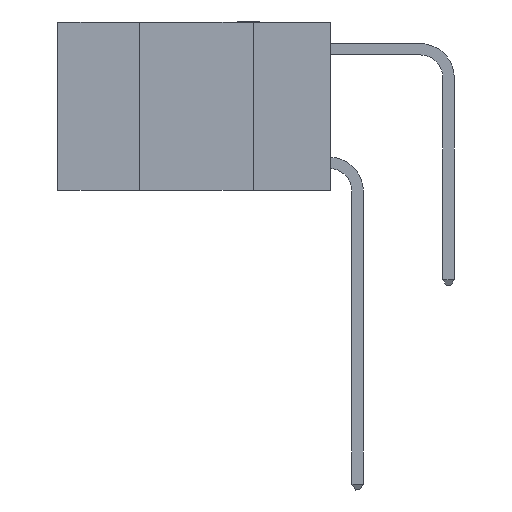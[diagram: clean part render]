
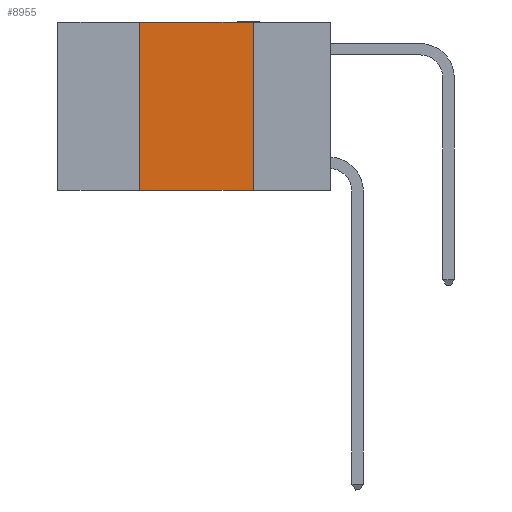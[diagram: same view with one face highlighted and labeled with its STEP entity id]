
A CAD part, left-side view. The second image highlights one B-rep face of the part: STEP entity #8955.
In plain terms, the highlighted planar face has unit normal (-1, 0, 0).
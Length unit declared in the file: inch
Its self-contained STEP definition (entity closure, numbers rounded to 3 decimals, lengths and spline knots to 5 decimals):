
#1916 = VERTEX_POINT ( 'NONE', #9407 ) ;
#2307 = ORIENTED_EDGE ( 'NONE', *, *, #3985, .F. ) ;
#2683 = VERTEX_POINT ( 'NONE', #2966 ) ;
#2734 = LINE ( 'NONE', #19010, #8123 ) ;
#2966 = CARTESIAN_POINT ( 'NONE',  ( 0., 0.17, 0. ) ) ;
#3463 = VERTEX_POINT ( 'NONE', #16777 ) ;
#3721 = CARTESIAN_POINT ( 'NONE',  ( 0., 0.42, 0. ) ) ;
#3985 = EDGE_CURVE ( 'NONE', #1916, #4970, #26070, .T. ) ;
#4094 = CARTESIAN_POINT ( 'NONE',  ( 0., 0.6, 0. ) ) ;
#4674 = CARTESIAN_POINT ( 'NONE',  ( 0., 0.6, 0. ) ) ;
#4771 = DIRECTION ( 'NONE',  ( 0., 0., -1. ) ) ;
#4970 = VERTEX_POINT ( 'NONE', #25557 ) ;
#6596 = ORIENTED_EDGE ( 'NONE', *, *, #10127, .T. ) ;
#7201 = VECTOR ( 'NONE', #26529, 39.37008 ) ;
#8123 = VECTOR ( 'NONE', #16854, 39.37008 ) ;
#8955 = ADVANCED_FACE ( 'NONE', ( #9370 ), #27451, .F. ) ;
#9370 = FACE_OUTER_BOUND ( 'NONE', #15295, .T. ) ;
#9407 = CARTESIAN_POINT ( 'NONE',  ( 0., 0.42, -0.37 ) ) ;
#10127 = EDGE_CURVE ( 'NONE', #1916, #3463, #21423, .T. ) ;
#11303 = EDGE_CURVE ( 'NONE', #4970, #2683, #25624, .T. ) ;
#11995 = ORIENTED_EDGE ( 'NONE', *, *, #24778, .F. ) ;
#14083 = ORIENTED_EDGE ( 'NONE', *, *, #11303, .F. ) ;
#15295 = EDGE_LOOP ( 'NONE', ( #11995, #14083, #2307, #6596 ) ) ;
#16777 = CARTESIAN_POINT ( 'NONE',  ( 0., 0.17, -0.37 ) ) ;
#16854 = DIRECTION ( 'NONE',  ( 0., 0., -1. ) ) ;
#18298 = AXIS2_PLACEMENT_3D ( 'NONE', #4674, #18383, #4771 ) ;
#18383 = DIRECTION ( 'NONE',  ( 1., 0., 0. ) ) ;
#19010 = CARTESIAN_POINT ( 'NONE',  ( 0., 0.17, 0. ) ) ;
#20014 = DIRECTION ( 'NONE',  ( 0., -1., 0. ) ) ;
#20286 = VECTOR ( 'NONE', #20014, 39.37008 ) ;
#21423 = LINE ( 'NONE', #22947, #26780 ) ;
#22947 = CARTESIAN_POINT ( 'NONE',  ( 0., 0.6, -0.37 ) ) ;
#24778 = EDGE_CURVE ( 'NONE', #2683, #3463, #2734, .T. ) ;
#25262 = DIRECTION ( 'NONE',  ( 0., -1., 0. ) ) ;
#25557 = CARTESIAN_POINT ( 'NONE',  ( 0., 0.42, 0. ) ) ;
#25624 = LINE ( 'NONE', #4094, #20286 ) ;
#26070 = LINE ( 'NONE', #3721, #7201 ) ;
#26529 = DIRECTION ( 'NONE',  ( 0., 0., 1. ) ) ;
#26780 = VECTOR ( 'NONE', #25262, 39.37008 ) ;
#27451 = PLANE ( 'NONE',  #18298 ) ;
